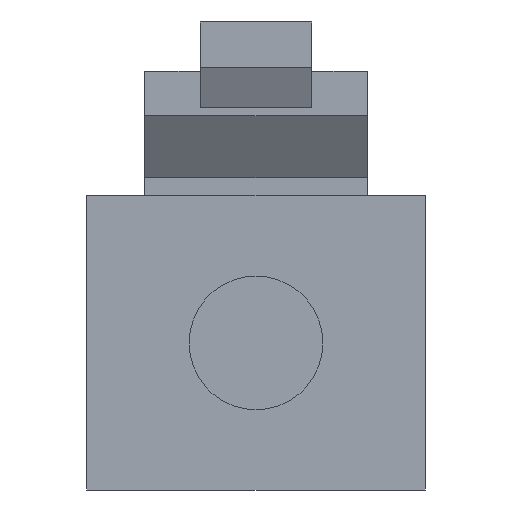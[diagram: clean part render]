
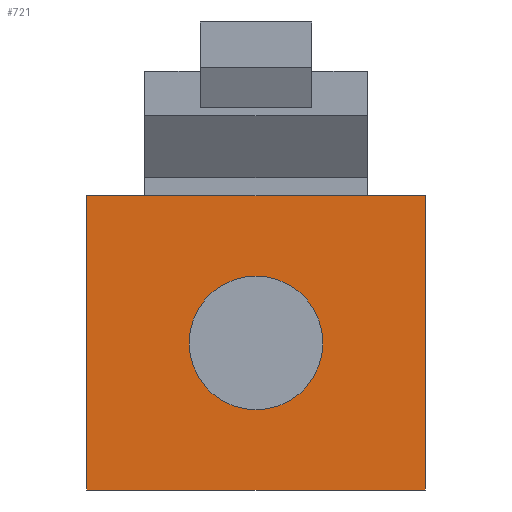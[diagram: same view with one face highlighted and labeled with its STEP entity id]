
A CAD part, front view. The second image highlights one B-rep face of the part: STEP entity #721.
In plain terms, the highlighted planar face has unit normal (0, -1, 0).
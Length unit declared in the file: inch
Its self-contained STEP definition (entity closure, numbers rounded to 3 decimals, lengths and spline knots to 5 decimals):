
#27 = CARTESIAN_POINT ( 'NONE',  ( 0., -0.24016, -0.05906 ) ) ;
#129 = CARTESIAN_POINT ( 'NONE',  ( 0., -0.24016, 0.05906 ) ) ;
#197 = VECTOR ( 'NONE', #216, 39.37008 ) ;
#198 = CARTESIAN_POINT ( 'NONE',  ( -0.14961, -0.24016, 0.12992 ) ) ;
#199 = LINE ( 'NONE', #198, #197 ) ;
#202 = CARTESIAN_POINT ( 'NONE',  ( 0.14961, -0.24016, 0.12992 ) ) ;
#209 = CARTESIAN_POINT ( 'NONE',  ( 0., -0.24016, 0. ) ) ;
#210 = CIRCLE ( 'NONE', #214, 0.05906 ) ;
#212 = DIRECTION ( 'NONE',  ( 0., 0., -1. ) ) ;
#213 = DIRECTION ( 'NONE',  ( 0., 1., 0. ) ) ;
#214 = AXIS2_PLACEMENT_3D ( 'NONE', #209, #213, #212 ) ;
#216 = DIRECTION ( 'NONE',  ( -1., 0., 0. ) ) ;
#238 = CARTESIAN_POINT ( 'NONE',  ( -0.14961, -0.24016, 0.12992 ) ) ;
#284 = LINE ( 'NONE', #306, #305 ) ;
#285 = CARTESIAN_POINT ( 'NONE',  ( 0.14961, -0.24016, -0.12992 ) ) ;
#286 = LINE ( 'NONE', #312, #311 ) ;
#292 = CARTESIAN_POINT ( 'NONE',  ( -0.14961, -0.24016, -0.12992 ) ) ;
#293 = AXIS2_PLACEMENT_3D ( 'NONE', #292, #297, #296 ) ;
#296 = DIRECTION ( 'NONE',  ( 0., 0., -1. ) ) ;
#297 = DIRECTION ( 'NONE',  ( 0., -1., 0. ) ) ;
#300 = PLANE ( 'NONE',  #293 ) ;
#301 = FACE_OUTER_BOUND ( 'NONE', #687, .T. ) ;
#302 = FACE_BOUND ( 'NONE', #708, .T. ) ;
#304 = DIRECTION ( 'NONE',  ( 0., 0., -1. ) ) ;
#305 = VECTOR ( 'NONE', #304, 39.37008 ) ;
#306 = CARTESIAN_POINT ( 'NONE',  ( 0.14961, -0.24016, -0.12992 ) ) ;
#309 = CARTESIAN_POINT ( 'NONE',  ( -0.14961, -0.24016, -0.12992 ) ) ;
#310 = DIRECTION ( 'NONE',  ( 0., 0., -1. ) ) ;
#311 = VECTOR ( 'NONE', #310, 39.37008 ) ;
#312 = CARTESIAN_POINT ( 'NONE',  ( -0.14961, -0.24016, -0.12992 ) ) ;
#324 = LINE ( 'NONE', #327, #326 ) ;
#325 = DIRECTION ( 'NONE',  ( 1., 0., 0. ) ) ;
#326 = VECTOR ( 'NONE', #325, 39.37008 ) ;
#327 = CARTESIAN_POINT ( 'NONE',  ( 0., -0.24016, -0.12992 ) ) ;
#468 = EDGE_CURVE ( 'NONE', #567, #623, #789, .T. ) ;
#547 = VERTEX_POINT ( 'NONE', #202 ) ;
#551 = VERTEX_POINT ( 'NONE', #238 ) ;
#554 = EDGE_CURVE ( 'NONE', #547, #551, #199, .T. ) ;
#566 = EDGE_CURVE ( 'NONE', #623, #567, #210, .T. ) ;
#567 = VERTEX_POINT ( 'NONE', #27 ) ;
#623 = VERTEX_POINT ( 'NONE', #129 ) ;
#687 = EDGE_LOOP ( 'NONE', ( #689, #690, #719, #895 ) ) ;
#689 = ORIENTED_EDGE ( 'NONE', *, *, #711, .T. ) ;
#690 = ORIENTED_EDGE ( 'NONE', *, *, #717, .T. ) ;
#708 = EDGE_LOOP ( 'NONE', ( #709, #865 ) ) ;
#709 = ORIENTED_EDGE ( 'NONE', *, *, #468, .T. ) ;
#711 = EDGE_CURVE ( 'NONE', #551, #713, #286, .T. ) ;
#713 = VERTEX_POINT ( 'NONE', #309 ) ;
#717 = EDGE_CURVE ( 'NONE', #713, #718, #324, .T. ) ;
#718 = VERTEX_POINT ( 'NONE', #285 ) ;
#719 = ORIENTED_EDGE ( 'NONE', *, *, #720, .F. ) ;
#720 = EDGE_CURVE ( 'NONE', #547, #718, #284, .T. ) ;
#721 = ADVANCED_FACE ( 'NONE', ( #302, #301 ), #300, .T. ) ;
#785 = DIRECTION ( 'NONE',  ( 0., 0., -1. ) ) ;
#786 = DIRECTION ( 'NONE',  ( 0., 1., 0. ) ) ;
#787 = CARTESIAN_POINT ( 'NONE',  ( 0., -0.24016, 0. ) ) ;
#788 = AXIS2_PLACEMENT_3D ( 'NONE', #787, #786, #785 ) ;
#789 = CIRCLE ( 'NONE', #788, 0.05906 ) ;
#865 = ORIENTED_EDGE ( 'NONE', *, *, #566, .T. ) ;
#895 = ORIENTED_EDGE ( 'NONE', *, *, #554, .T. ) ;
